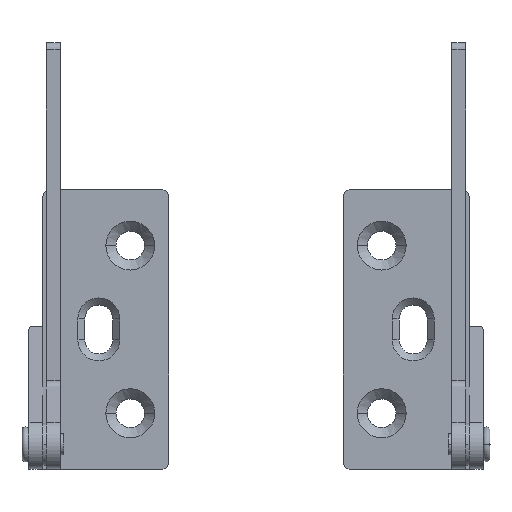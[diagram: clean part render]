
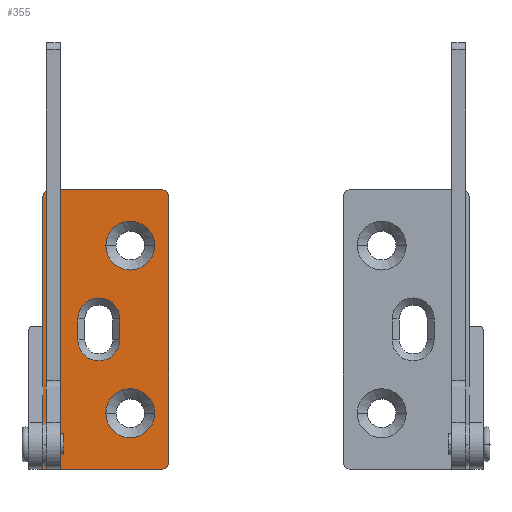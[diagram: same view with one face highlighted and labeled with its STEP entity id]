
A CAD part, top view. The second image highlights one B-rep face of the part: STEP entity #355.
In plain terms, the highlighted planar face has unit normal (0, 0, 1).
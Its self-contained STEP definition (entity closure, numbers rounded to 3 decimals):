
#355=ADVANCED_FACE('',(#695,#696,#697,#698),#694,.F.);
#694=PLANE('',#2152);
#695=FACE_OUTER_BOUND('',#2153,.T.);
#696=FACE_BOUND('',#2154,.T.);
#697=FACE_BOUND('',#2155,.T.);
#698=FACE_BOUND('',#2156,.T.);
#2149=CARTESIAN_POINT('',(21.8,-7.5,-26.));
#2150=DIRECTION('',(0.,0.,-1.));
#2151=DIRECTION('',(-1.,0.,0.));
#2152=AXIS2_PLACEMENT_3D('',#2149,#2150,#2151);
#2153=EDGE_LOOP('',(#3139,#3140,#3141,#3142,#3143,#3144,#3145,#3146));
#2154=EDGE_LOOP('',(#3147,#3148));
#2155=EDGE_LOOP('',(#3149,#3150));
#2156=EDGE_LOOP('',(#3151,#3152,#3153,#3154));
#3139=ORIENTED_EDGE('',*,*,#3803,.T.);
#3140=ORIENTED_EDGE('',*,*,#3766,.T.);
#3141=ORIENTED_EDGE('',*,*,#3750,.T.);
#3142=ORIENTED_EDGE('',*,*,#3801,.T.);
#3143=ORIENTED_EDGE('',*,*,#3798,.T.);
#3144=ORIENTED_EDGE('',*,*,#3796,.T.);
#3145=ORIENTED_EDGE('',*,*,#3794,.T.);
#3146=ORIENTED_EDGE('',*,*,#3791,.T.);
#3147=ORIENTED_EDGE('',*,*,#3804,.T.);
#3148=ORIENTED_EDGE('',*,*,#3805,.T.);
#3149=ORIENTED_EDGE('',*,*,#3806,.T.);
#3150=ORIENTED_EDGE('',*,*,#3807,.T.);
#3151=ORIENTED_EDGE('',*,*,#3808,.T.);
#3152=ORIENTED_EDGE('',*,*,#3809,.T.);
#3153=ORIENTED_EDGE('',*,*,#3810,.T.);
#3154=ORIENTED_EDGE('',*,*,#3811,.T.);
#3750=EDGE_CURVE('',#4168,#4169,#4170,.T.);
#3766=EDGE_CURVE('',#4280,#4168,#4281,.T.);
#3791=EDGE_CURVE('',#4449,#4450,#4451,.T.);
#3794=EDGE_CURVE('',#4469,#4449,#4470,.T.);
#3796=EDGE_CURVE('',#4482,#4469,#4483,.T.);
#3798=EDGE_CURVE('',#4495,#4482,#4496,.T.);
#3801=EDGE_CURVE('',#4169,#4495,#4514,.T.);
#3803=EDGE_CURVE('',#4450,#4280,#4526,.T.);
#3804=EDGE_CURVE('',#4532,#4533,#4534,.T.);
#3805=EDGE_CURVE('',#4533,#4532,#4540,.T.);
#3806=EDGE_CURVE('',#4546,#4547,#4548,.T.);
#3807=EDGE_CURVE('',#4547,#4546,#4554,.T.);
#3808=EDGE_CURVE('',#4560,#4561,#4562,.T.);
#3809=EDGE_CURVE('',#4561,#4568,#4569,.T.);
#3810=EDGE_CURVE('',#4568,#4575,#4576,.T.);
#3811=EDGE_CURVE('',#4575,#4560,#4582,.T.);
#4168=VERTEX_POINT('',#6466);
#4169=VERTEX_POINT('',#6467);
#4170=LINE('',#6468,#6469);
#4280=VERTEX_POINT('',#6537);
#4281=LINE('',#6538,#6539);
#4449=VERTEX_POINT('',#6642);
#4450=VERTEX_POINT('',#6643);
#4451=LINE('',#6644,#6645);
#4469=VERTEX_POINT('',#6653);
#4470=CIRCLE('',#6657,1.);
#4482=VERTEX_POINT('',#6661);
#4483=LINE('',#6662,#6663);
#4495=VERTEX_POINT('',#6668);
#4496=CIRCLE('',#6672,1.);
#4514=LINE('',#6680,#6681);
#4526=CIRCLE('',#6689,1.);
#4532=VERTEX_POINT('',#6690);
#4533=VERTEX_POINT('',#6691);
#4534=CIRCLE('',#6695,3.5);
#4540=CIRCLE('',#6699,3.5);
#4546=VERTEX_POINT('',#6700);
#4547=VERTEX_POINT('',#6701);
#4548=CIRCLE('',#6705,3.5);
#4554=CIRCLE('',#6709,3.5);
#4560=VERTEX_POINT('',#6710);
#4561=VERTEX_POINT('',#6711);
#4562=LINE('',#6712,#6713);
#4568=VERTEX_POINT('',#6715);
#4569=CIRCLE('',#6719,3.);
#4575=VERTEX_POINT('',#6720);
#4576=LINE('',#6721,#6722);
#4582=CIRCLE('',#6727,3.);
#6466=CARTESIAN_POINT('',(2.,16.5,-26.));
#6467=CARTESIAN_POINT('',(2.,-3.5,-26.));
#6468=CARTESIAN_POINT('',(2.,16.5,-26.));
#6469=VECTOR('',#6470,20.);
#6470=DIRECTION('',(0.,-1.,0.));
#6537=CARTESIAN_POINT('',(2.,35.5,-26.));
#6538=CARTESIAN_POINT('',(2.,35.5,-26.));
#6539=VECTOR('',#6540,19.);
#6540=DIRECTION('',(0.,-1.,0.));
#6642=CARTESIAN_POINT('',(19.,36.5,-26.));
#6643=CARTESIAN_POINT('',(3.,36.5,-26.));
#6644=CARTESIAN_POINT('',(19.,36.5,-26.));
#6645=VECTOR('',#6646,16.);
#6646=DIRECTION('',(-1.,0.,0.));
#6653=CARTESIAN_POINT('',(20.,35.5,-26.));
#6654=CARTESIAN_POINT('',(19.,35.5,-26.));
#6655=DIRECTION('',(0.,0.,1.));
#6656=DIRECTION('',(1.,0.,0.));
#6657=AXIS2_PLACEMENT_3D('',#6654,#6655,#6656);
#6661=CARTESIAN_POINT('',(20.,-2.5,-26.));
#6662=CARTESIAN_POINT('',(20.,-2.5,-26.));
#6663=VECTOR('',#6664,38.);
#6664=DIRECTION('',(0.,1.,0.));
#6668=CARTESIAN_POINT('',(19.,-3.5,-26.));
#6669=CARTESIAN_POINT('',(19.,-2.5,-26.));
#6670=DIRECTION('',(0.,0.,1.));
#6671=DIRECTION('',(1.,0.,0.));
#6672=AXIS2_PLACEMENT_3D('',#6669,#6670,#6671);
#6680=CARTESIAN_POINT('',(2.,-3.5,-26.));
#6681=VECTOR('',#6682,17.);
#6682=DIRECTION('',(1.,0.,0.));
#6686=CARTESIAN_POINT('',(3.,35.5,-26.));
#6687=DIRECTION('',(0.,0.,1.));
#6688=DIRECTION('',(1.,0.,0.));
#6689=AXIS2_PLACEMENT_3D('',#6686,#6687,#6688);
#6690=CARTESIAN_POINT('',(11.,28.5,-26.));
#6691=CARTESIAN_POINT('',(18.,28.5,-26.));
#6692=CARTESIAN_POINT('',(14.5,28.5,-26.));
#6693=DIRECTION('',(0.,0.,-1.));
#6694=DIRECTION('',(-1.,0.,0.));
#6695=AXIS2_PLACEMENT_3D('',#6692,#6693,#6694);
#6696=CARTESIAN_POINT('',(14.5,28.5,-26.));
#6697=DIRECTION('',(0.,0.,-1.));
#6698=DIRECTION('',(-1.,0.,0.));
#6699=AXIS2_PLACEMENT_3D('',#6696,#6697,#6698);
#6700=CARTESIAN_POINT('',(11.,4.5,-26.));
#6701=CARTESIAN_POINT('',(18.,4.5,-26.));
#6702=CARTESIAN_POINT('',(14.5,4.5,-26.));
#6703=DIRECTION('',(0.,0.,-1.));
#6704=DIRECTION('',(-1.,0.,0.));
#6705=AXIS2_PLACEMENT_3D('',#6702,#6703,#6704);
#6706=CARTESIAN_POINT('',(14.5,4.5,-26.));
#6707=DIRECTION('',(0.,0.,-1.));
#6708=DIRECTION('',(-1.,0.,0.));
#6709=AXIS2_PLACEMENT_3D('',#6706,#6707,#6708);
#6710=CARTESIAN_POINT('',(7.,15.,-26.));
#6711=CARTESIAN_POINT('',(7.,18.,-26.));
#6712=CARTESIAN_POINT('',(7.,15.,-26.));
#6713=VECTOR('',#6714,3.);
#6714=DIRECTION('',(0.,1.,0.));
#6715=CARTESIAN_POINT('',(13.,18.,-26.));
#6716=CARTESIAN_POINT('',(10.,18.,-26.));
#6717=DIRECTION('',(0.,0.,-1.));
#6718=DIRECTION('',(1.,0.,0.));
#6719=AXIS2_PLACEMENT_3D('',#6716,#6717,#6718);
#6720=CARTESIAN_POINT('',(13.,15.,-26.));
#6721=CARTESIAN_POINT('',(13.,18.,-26.));
#6722=VECTOR('',#6723,3.);
#6723=DIRECTION('',(0.,-1.,0.));
#6724=CARTESIAN_POINT('',(10.,15.,-26.));
#6725=DIRECTION('',(0.,0.,-1.));
#6726=DIRECTION('',(1.,0.,0.));
#6727=AXIS2_PLACEMENT_3D('',#6724,#6725,#6726);
